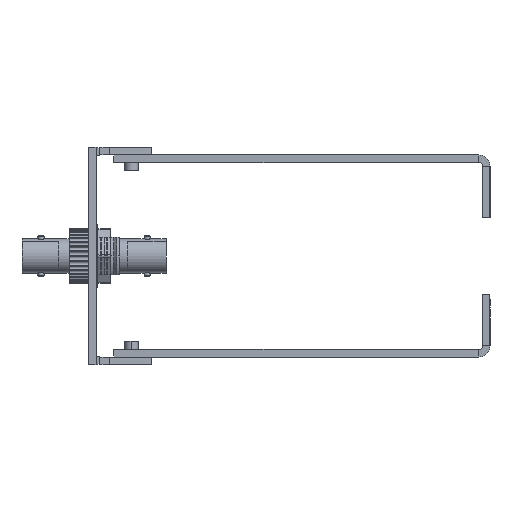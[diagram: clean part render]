
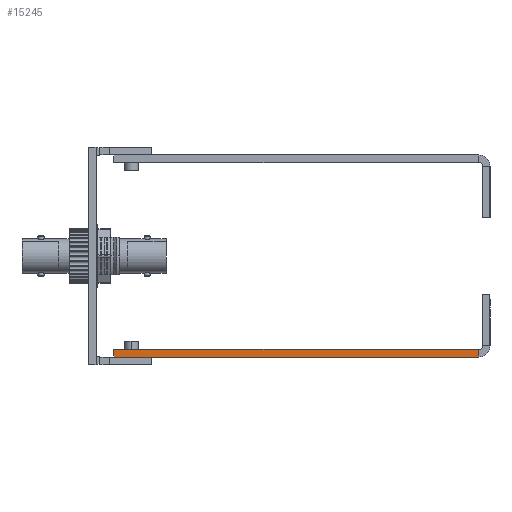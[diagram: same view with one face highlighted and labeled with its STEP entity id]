
A CAD part, left-side view. The second image highlights one B-rep face of the part: STEP entity #15245.
In plain terms, the highlighted face is planar.
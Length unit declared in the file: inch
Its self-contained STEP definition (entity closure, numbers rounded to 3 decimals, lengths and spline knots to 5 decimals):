
#539 = AXIS2_PLACEMENT_3D ( 'NONE', #12978, #36089, #16302 ) ;
#891 = FACE_OUTER_BOUND ( 'NONE', #33461, .T. ) ;
#3384 = DIRECTION ( 'NONE',  ( 1., 0., 0. ) ) ;
#3830 = CARTESIAN_POINT ( 'NONE',  ( 1.409, 0.19, -0.5 ) ) ;
#3903 = CARTESIAN_POINT ( 'NONE',  ( -1.5, 0.19, -0.5 ) ) ;
#4145 = LINE ( 'NONE', #26645, #12951 ) ;
#4157 = EDGE_CURVE ( 'NONE', #23220, #38562, #21759, .T. ) ;
#6932 = LINE ( 'NONE', #23150, #24507 ) ;
#7528 = CARTESIAN_POINT ( 'NONE',  ( -1.5, 0.19, -0.5 ) ) ;
#9668 = ORIENTED_EDGE ( 'NONE', *, *, #42232, .T. ) ;
#10873 = CARTESIAN_POINT ( 'NONE',  ( -1.5, 0.25, -0.5 ) ) ;
#11676 = EDGE_CURVE ( 'NONE', #38562, #19042, #34251, .T. ) ;
#12951 = VECTOR ( 'NONE', #36192, 39.37008 ) ;
#12978 = CARTESIAN_POINT ( 'NONE',  ( -1.5, -5.96216, -0.5 ) ) ;
#15245 = ADVANCED_FACE ( 'NONE', ( #891 ), #32600, .F. ) ;
#16302 = DIRECTION ( 'NONE',  ( 0., 1., 0. ) ) ;
#16712 = VECTOR ( 'NONE', #32029, 39.37008 ) ;
#19042 = VERTEX_POINT ( 'NONE', #26722 ) ;
#20986 = VERTEX_POINT ( 'NONE', #10873 ) ;
#21759 = LINE ( 'NONE', #3903, #29560 ) ;
#23150 = CARTESIAN_POINT ( 'NONE',  ( -1.5, 0.25, -0.5 ) ) ;
#23220 = VERTEX_POINT ( 'NONE', #7528 ) ;
#23475 = ORIENTED_EDGE ( 'NONE', *, *, #11676, .F. ) ;
#24507 = VECTOR ( 'NONE', #3384, 39.37008 ) ;
#26645 = CARTESIAN_POINT ( 'NONE',  ( -1.5, -5.96216, -0.5 ) ) ;
#26722 = CARTESIAN_POINT ( 'NONE',  ( 1.409, 0.25, -0.5 ) ) ;
#28240 = ORIENTED_EDGE ( 'NONE', *, *, #4157, .F. ) ;
#29222 = EDGE_CURVE ( 'NONE', #23220, #20986, #4145, .T. ) ;
#29560 = VECTOR ( 'NONE', #30322, 39.37008 ) ;
#30322 = DIRECTION ( 'NONE',  ( 1., 0., 0. ) ) ;
#32029 = DIRECTION ( 'NONE',  ( 0., 1., 0. ) ) ;
#32600 = PLANE ( 'NONE',  #539 ) ;
#33461 = EDGE_LOOP ( 'NONE', ( #9668, #23475, #28240, #34207 ) ) ;
#34207 = ORIENTED_EDGE ( 'NONE', *, *, #29222, .T. ) ;
#34251 = LINE ( 'NONE', #38582, #16712 ) ;
#36089 = DIRECTION ( 'NONE',  ( 0., 0., 1. ) ) ;
#36192 = DIRECTION ( 'NONE',  ( 0., 1., 0. ) ) ;
#38562 = VERTEX_POINT ( 'NONE', #3830 ) ;
#38582 = CARTESIAN_POINT ( 'NONE',  ( 1.409, -5.96216, -0.5 ) ) ;
#42232 = EDGE_CURVE ( 'NONE', #20986, #19042, #6932, .T. ) ;
